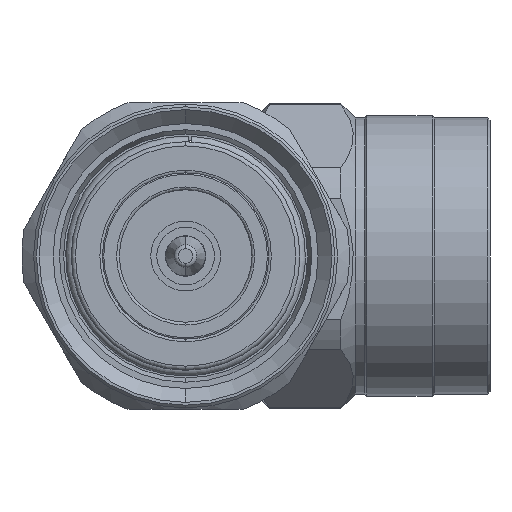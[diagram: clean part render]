
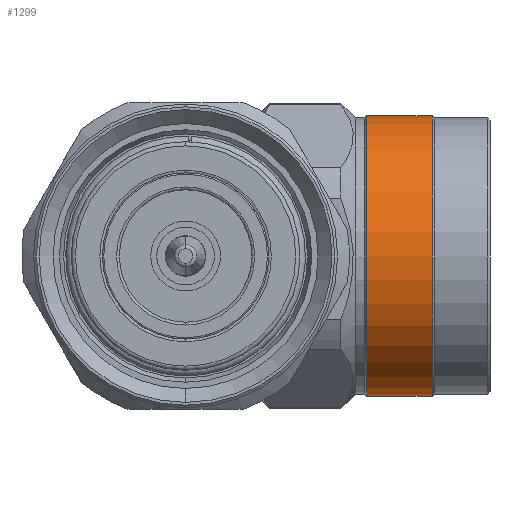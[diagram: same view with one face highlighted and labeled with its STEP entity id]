
A CAD part, left-side view. The second image highlights one B-rep face of the part: STEP entity #1299.
In plain terms, the highlighted cylindrical face has radius 10.05 mm (diameter 20.1 mm), a partial arc.
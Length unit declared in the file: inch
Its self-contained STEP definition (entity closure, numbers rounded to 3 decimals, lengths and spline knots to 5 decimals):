
#246 = DIRECTION ( 'NONE',  ( 0., -1., 0. ) ) ;
#902 = AXIS2_PLACEMENT_3D ( 'NONE', #3986, #246, #7882 ) ;
#1025 = VERTEX_POINT ( 'NONE', #2456 ) ;
#1043 = VERTEX_POINT ( 'NONE', #12302 ) ;
#1299 = ADVANCED_FACE ( 'NONE', ( #5073 ), #9049, .T. ) ;
#1773 = AXIS2_PLACEMENT_3D ( 'NONE', #8079, #7121, #2249 ) ;
#2004 = CARTESIAN_POINT ( 'NONE',  ( 0., -1.42023, -0.39567 ) ) ;
#2249 = DIRECTION ( 'NONE',  ( 0., 0., -1. ) ) ;
#2456 = CARTESIAN_POINT ( 'NONE',  ( 0., -0.34843, 0.39567 ) ) ;
#2457 = DIRECTION ( 'NONE',  ( 0., 1., 0. ) ) ;
#2704 = EDGE_LOOP ( 'NONE', ( #4925, #3039, #12383, #12212 ) ) ;
#2849 = VECTOR ( 'NONE', #8277, 39.37008 ) ;
#3021 = VERTEX_POINT ( 'NONE', #5462 ) ;
#3039 = ORIENTED_EDGE ( 'NONE', *, *, #8850, .F. ) ;
#3179 = CIRCLE ( 'NONE', #7872, 0.39567 ) ;
#3477 = CARTESIAN_POINT ( 'NONE',  ( 0., -1.42023, 0.39567 ) ) ;
#3986 = CARTESIAN_POINT ( 'NONE',  ( 0., -1.42023, 0. ) ) ;
#4037 = EDGE_CURVE ( 'NONE', #1043, #1025, #6342, .T. ) ;
#4853 = VECTOR ( 'NONE', #7308, 39.37008 ) ;
#4925 = ORIENTED_EDGE ( 'NONE', *, *, #4037, .F. ) ;
#5045 = CIRCLE ( 'NONE', #1773, 0.39567 ) ;
#5073 = FACE_OUTER_BOUND ( 'NONE', #2704, .T. ) ;
#5462 = CARTESIAN_POINT ( 'NONE',  ( 0., -0.34843, -0.39567 ) ) ;
#6188 = CARTESIAN_POINT ( 'NONE',  ( 0., -0.16339, -0.39567 ) ) ;
#6342 = LINE ( 'NONE', #3477, #2849 ) ;
#7121 = DIRECTION ( 'NONE',  ( 0., 1., 0. ) ) ;
#7308 = DIRECTION ( 'NONE',  ( 0., -1., 0. ) ) ;
#7559 = EDGE_CURVE ( 'NONE', #3021, #1025, #3179, .T. ) ;
#7872 = AXIS2_PLACEMENT_3D ( 'NONE', #9062, #2457, #11072 ) ;
#7882 = DIRECTION ( 'NONE',  ( 0., 0., -1. ) ) ;
#8079 = CARTESIAN_POINT ( 'NONE',  ( 0., -0.16339, 0. ) ) ;
#8277 = DIRECTION ( 'NONE',  ( 0., -1., 0. ) ) ;
#8850 = EDGE_CURVE ( 'NONE', #12338, #1043, #5045, .T. ) ;
#8869 = EDGE_CURVE ( 'NONE', #12338, #3021, #11718, .T. ) ;
#9049 = CYLINDRICAL_SURFACE ( 'NONE', #902, 0.39567 ) ;
#9062 = CARTESIAN_POINT ( 'NONE',  ( 0., -0.34843, 0. ) ) ;
#11072 = DIRECTION ( 'NONE',  ( 0., 0., -1. ) ) ;
#11718 = LINE ( 'NONE', #2004, #4853 ) ;
#12212 = ORIENTED_EDGE ( 'NONE', *, *, #7559, .T. ) ;
#12302 = CARTESIAN_POINT ( 'NONE',  ( 0., -0.16339, 0.39567 ) ) ;
#12338 = VERTEX_POINT ( 'NONE', #6188 ) ;
#12383 = ORIENTED_EDGE ( 'NONE', *, *, #8869, .T. ) ;
